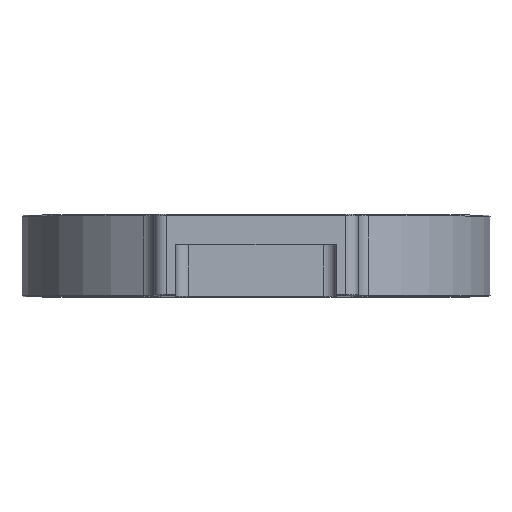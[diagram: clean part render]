
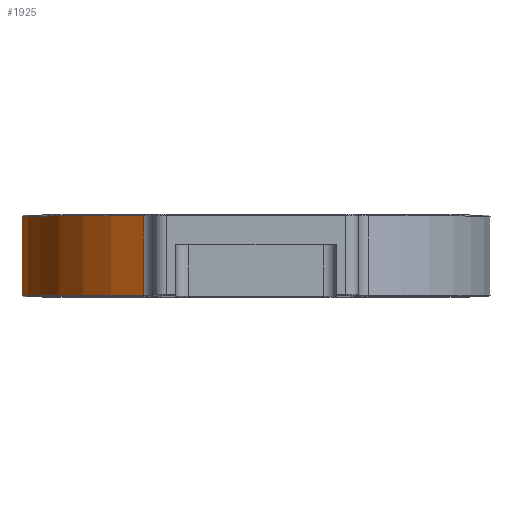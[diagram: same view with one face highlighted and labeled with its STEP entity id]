
A CAD part, top view. The second image highlights one B-rep face of the part: STEP entity #1925.
In plain terms, the highlighted cylindrical face has radius 57.5 mm (diameter 115 mm), a partial arc.
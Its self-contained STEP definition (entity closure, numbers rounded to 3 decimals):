
#209=FACE_OUTER_BOUND('',#346,.T.);
#346=EDGE_LOOP('',(#1682,#1683,#1684,#1685));
#532=LINE('',#3206,#725);
#534=LINE('',#3212,#727);
#725=VECTOR('',#2627,10.);
#727=VECTOR('',#2633,10.);
#825=CIRCLE('',#2120,57.5);
#830=CIRCLE('',#2131,57.5);
#987=VERTEX_POINT('',#3185);
#988=VERTEX_POINT('',#3189);
#991=VERTEX_POINT('',#3205);
#993=VERTEX_POINT('',#3211);
#1221=EDGE_CURVE('',#988,#987,#825,.T.);
#1228=EDGE_CURVE('',#987,#991,#532,.T.);
#1231=EDGE_CURVE('',#993,#988,#534,.T.);
#1232=EDGE_CURVE('',#991,#993,#830,.T.);
#1682=ORIENTED_EDGE('',*,*,#1221,.F.);
#1683=ORIENTED_EDGE('',*,*,#1231,.F.);
#1684=ORIENTED_EDGE('',*,*,#1232,.F.);
#1685=ORIENTED_EDGE('',*,*,#1228,.F.);
#1832=CYLINDRICAL_SURFACE('',#2130,57.5);
#1925=ADVANCED_FACE('',(#209),#1832,.T.);
#2120=AXIS2_PLACEMENT_3D('',#3191,#2606,#2607);
#2130=AXIS2_PLACEMENT_3D('',#3210,#2631,#2632);
#2131=AXIS2_PLACEMENT_3D('',#3213,#2634,#2635);
#2606=DIRECTION('center_axis',(0.,-1.,0.));
#2607=DIRECTION('ref_axis',(-0.435,0.,-0.901));
#2627=DIRECTION('',(0.,1.,0.));
#2631=DIRECTION('center_axis',(0.,1.,0.));
#2632=DIRECTION('ref_axis',(-0.435,0.,-0.901));
#2633=DIRECTION('',(0.,-1.,0.));
#2634=DIRECTION('center_axis',(0.,1.,0.));
#2635=DIRECTION('ref_axis',(-0.435,0.,-0.901));
#3185=CARTESIAN_POINT('',(-27.6,0.25,-50.443));
#3189=CARTESIAN_POINT('',(-27.6,0.25,50.443));
#3191=CARTESIAN_POINT('Origin',(0.,0.25,0.));
#3205=CARTESIAN_POINT('',(-27.6,19.75,-50.443));
#3206=CARTESIAN_POINT('',(-27.6,0.,-50.443));
#3210=CARTESIAN_POINT('Origin',(0.,0.,0.));
#3211=CARTESIAN_POINT('',(-27.6,19.75,50.443));
#3212=CARTESIAN_POINT('',(-27.6,0.,50.443));
#3213=CARTESIAN_POINT('Origin',(0.,19.75,0.));
